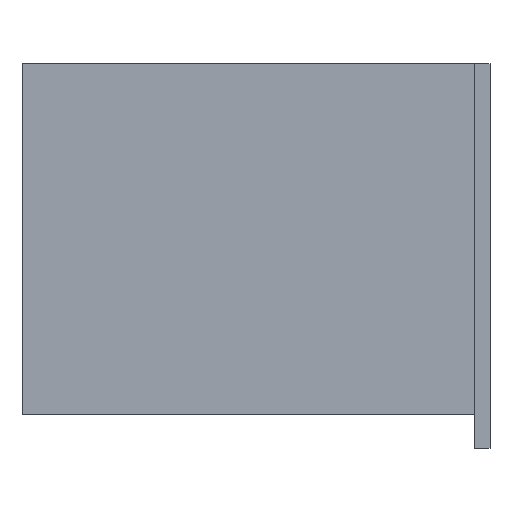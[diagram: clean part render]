
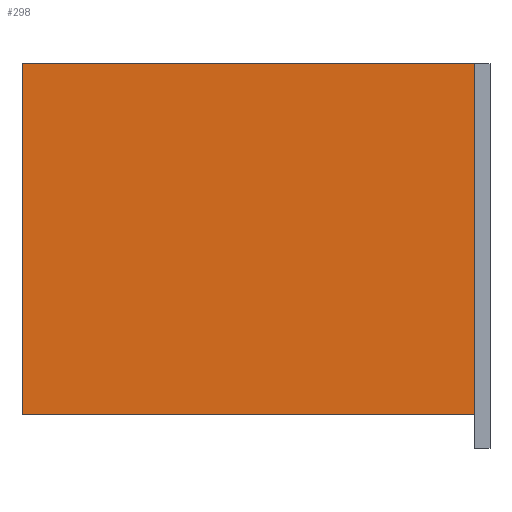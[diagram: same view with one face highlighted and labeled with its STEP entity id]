
A CAD part, left-side view. The second image highlights one B-rep face of the part: STEP entity #298.
In plain terms, the highlighted planar face has unit normal (-1, 0, 0).
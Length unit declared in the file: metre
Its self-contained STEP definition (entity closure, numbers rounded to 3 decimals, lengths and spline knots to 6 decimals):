
#34=ORIENTED_EDGE('',*,*,#113,.F.);
#35=ORIENTED_EDGE('',*,*,#104,.F.);
#36=ORIENTED_EDGE('',*,*,#114,.T.);
#37=ORIENTED_EDGE('',*,*,#115,.T.);
#104=EDGE_CURVE('',#144,#145,#172,.T.);
#113=EDGE_CURVE('',#145,#152,#181,.T.);
#114=EDGE_CURVE('',#144,#153,#182,.T.);
#115=EDGE_CURVE('',#153,#152,#183,.T.);
#144=VERTEX_POINT('',#437);
#145=VERTEX_POINT('',#439);
#152=VERTEX_POINT('',#457);
#153=VERTEX_POINT('',#459);
#172=LINE('',#438,#208);
#181=LINE('',#456,#217);
#182=LINE('',#458,#218);
#183=LINE('',#460,#219);
#208=VECTOR('',#355,1.);
#217=VECTOR('',#368,1.);
#218=VECTOR('',#369,1.);
#219=VECTOR('',#370,1.);
#240=EDGE_LOOP('',(#34,#35,#36,#37));
#262=FACE_BOUND('',#240,.T.);
#284=PLANE('',#327);
#298=ADVANCED_FACE('',(#262),#284,.F.);
#327=AXIS2_PLACEMENT_3D('',#455,#366,#367);
#355=DIRECTION('',(0.,-1.,0.));
#366=DIRECTION('',(1.,0.,0.));
#367=DIRECTION('',(0.,1.,0.));
#368=DIRECTION('',(0.,0.,-1.));
#369=DIRECTION('',(0.,0.,-1.));
#370=DIRECTION('',(0.,-1.,0.));
#437=CARTESIAN_POINT('',(-0.1085,0.14,0.21));
#438=CARTESIAN_POINT('',(-0.1085,0.,0.21));
#439=CARTESIAN_POINT('',(-0.1085,-0.131,0.21));
#455=CARTESIAN_POINT('',(-0.1085,0.,0.21));
#456=CARTESIAN_POINT('',(-0.1085,-0.131,0.21));
#457=CARTESIAN_POINT('',(-0.1085,-0.131,0.));
#458=CARTESIAN_POINT('',(-0.1085,0.14,0.21));
#459=CARTESIAN_POINT('',(-0.1085,0.14,0.));
#460=CARTESIAN_POINT('',(-0.1085,0.,0.));
